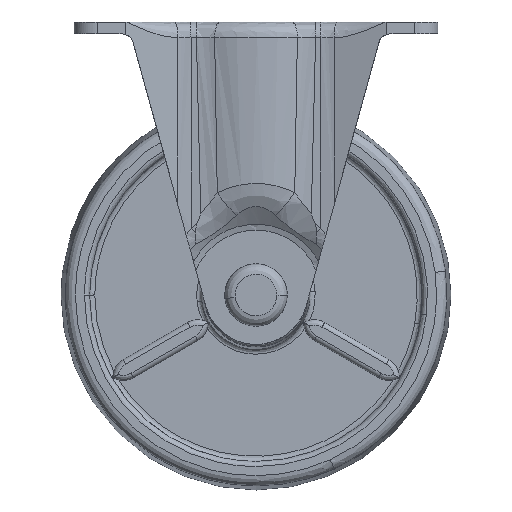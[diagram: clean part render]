
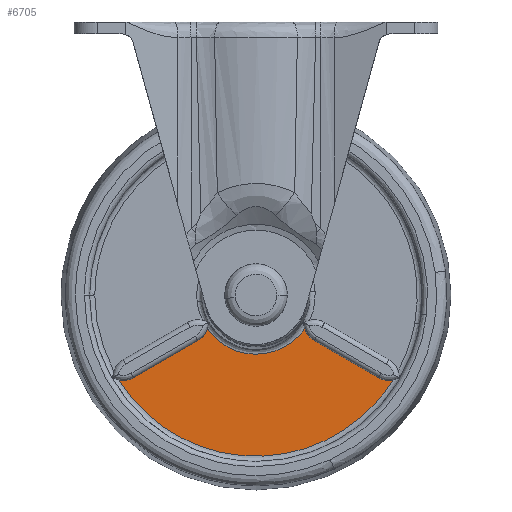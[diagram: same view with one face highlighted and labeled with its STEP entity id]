
A CAD part, front view. The second image highlights one B-rep face of the part: STEP entity #6705.
In plain terms, the highlighted free-form (B-spline) face has degree [1, 1] with [2, 2] control points.
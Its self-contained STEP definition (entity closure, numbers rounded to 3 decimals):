
#1491=CARTESIAN_POINT('',(26.334,-7.5,-16.356));
#1492=VERTEX_POINT('',#1491);
#1501=CARTESIAN_POINT('',(-26.334,-7.5,-16.356));
#1502=VERTEX_POINT('',#1501);
#1503=CARTESIAN_POINT('',(-26.334,-7.5,-16.356));
#1504=CARTESIAN_POINT('',(-25.469,-7.5,-17.748));
#1505=CARTESIAN_POINT('',(-23.519,-7.5,-20.395));
#1506=CARTESIAN_POINT('',(-20.413,-7.5,-23.45));
#1507=CARTESIAN_POINT('',(-17.007,-7.5,-26.019));
#1508=CARTESIAN_POINT('',(-13.511,-7.5,-28.018));
#1509=CARTESIAN_POINT('',(-9.234,-7.5,-29.71));
#1510=CARTESIAN_POINT('',(-5.313,-7.5,-30.628));
#1511=CARTESIAN_POINT('',(-1.151,-7.5,-31.058));
#1512=CARTESIAN_POINT('',(2.299,-7.5,-30.99));
#1513=CARTESIAN_POINT('',(5.955,-7.5,-30.479));
#1514=CARTESIAN_POINT('',(9.939,-7.5,-29.496));
#1515=CARTESIAN_POINT('',(13.888,-7.5,-27.843));
#1516=CARTESIAN_POINT('',(17.54,-7.5,-25.638));
#1517=CARTESIAN_POINT('',(20.211,-7.5,-23.59));
#1518=CARTESIAN_POINT('',(23.347,-7.5,-20.578));
#1519=CARTESIAN_POINT('',(25.253,-7.5,-18.097));
#1520=CARTESIAN_POINT('',(26.334,-7.5,-16.356));
#1521=B_SPLINE_CURVE_WITH_KNOTS('',3,(#1503,#1504,#1505,#1506,#1507,#1508,#1509,#1510,#1511,#1512,#1513,#1514,#1515,#1516,#1517,#1518,#1519,#1520),.UNSPECIFIED.,.F.,.U.,(4,1,1,1,1,1,1,1,1,1,1,1,1,1,1,4),(0.,4.916,9.833,13.028,17.699,21.878,26.795,29.744,34.415,37.119,40.806,46.706,49.902,53.589,56.785,62.93),.UNSPECIFIED.);
#1522=EDGE_CURVE('',#1502,#1492,#1521,.T.);
#1613=CARTESIAN_POINT('',(-9.366,-7.5,-6.475));
#1614=VERTEX_POINT('',#1613);
#1623=CARTESIAN_POINT('',(9.366,-7.5,-6.475));
#1624=VERTEX_POINT('',#1623);
#1625=CARTESIAN_POINT('',(-9.366,-7.5,-6.475));
#1626=CARTESIAN_POINT('',(-8.78,-7.5,-7.324));
#1627=CARTESIAN_POINT('',(-7.531,-7.5,-8.689));
#1628=CARTESIAN_POINT('',(-5.327,-7.5,-10.159));
#1629=CARTESIAN_POINT('',(-3.774,-7.5,-10.775));
#1630=CARTESIAN_POINT('',(-2.917,-7.5,-11.007));
#1631=CARTESIAN_POINT('',(-2.806,-7.5,-11.035));
#1632=CARTESIAN_POINT('',(-2.723,-7.5,-11.056));
#1633=CARTESIAN_POINT('',(-2.138,-7.5,-11.198));
#1634=CARTESIAN_POINT('',(-1.005,-7.5,-11.383));
#1635=CARTESIAN_POINT('',(1.12,-7.5,-11.415));
#1636=CARTESIAN_POINT('',(2.708,-7.5,-11.107));
#1637=CARTESIAN_POINT('',(3.711,-7.5,-10.765));
#1638=CARTESIAN_POINT('',(3.792,-7.5,-10.736));
#1639=CARTESIAN_POINT('',(3.9,-7.5,-10.698));
#1640=CARTESIAN_POINT('',(4.841,-7.5,-10.35));
#1641=CARTESIAN_POINT('',(5.76,-7.5,-9.867));
#1642=CARTESIAN_POINT('',(6.581,-7.5,-9.292));
#1643=CARTESIAN_POINT('',(6.674,-7.5,-9.225));
#1644=CARTESIAN_POINT('',(6.744,-7.5,-9.175));
#1645=CARTESIAN_POINT('',(7.779,-7.5,-8.408));
#1646=CARTESIAN_POINT('',(8.666,-7.5,-7.489));
#1647=CARTESIAN_POINT('',(9.366,-7.5,-6.475));
#1648=B_SPLINE_CURVE_WITH_KNOTS('',3,(#1625,#1626,#1627,#1628,#1629,#1630,#1631,#1632,#1633,#1634,#1635,#1636,#1637,#1638,#1639,#1640,#1641,#1642,#1643,#1644,#1645,#1646,#1647),.UNSPECIFIED.,.F.,.U.,(4,1,1,1,1,1,1,1,1,1,1,1,1,1,1,1,1,1,1,1,4),(0.,3.093,5.499,7.905,8.077,8.163,8.249,8.334,9.967,11.685,14.692,14.778,14.864,14.95,15.122,17.872,18.043,18.129,18.215,18.301,21.996),.UNSPECIFIED.);
#1649=EDGE_CURVE('',#1614,#1624,#1648,.T.);
#6062=CARTESIAN_POINT('',(-11.191,-7.5,-8.771));
#6063=VERTEX_POINT('',#6062);
#6069=CARTESIAN_POINT('',(-11.191,-7.5,-8.771));
#6070=CARTESIAN_POINT('',(-10.947,-7.5,-8.63));
#6071=CARTESIAN_POINT('',(-10.464,-7.5,-8.278));
#6072=CARTESIAN_POINT('',(-9.801,-7.5,-7.52));
#6073=CARTESIAN_POINT('',(-9.484,-7.5,-6.864));
#6074=CARTESIAN_POINT('',(-9.366,-7.5,-6.475));
#6075=B_SPLINE_CURVE_WITH_KNOTS('',3,(#6069,#6070,#6071,#6072,#6073,#6074),.UNSPECIFIED.,.F.,.U.,(4,1,1,4),(0.,0.845,1.783,3.003),.UNSPECIFIED.);
#6076=EDGE_CURVE('',#6063,#1614,#6075,.T.);
#6089=CARTESIAN_POINT('',(-23.54,-7.5,-15.9));
#6090=VERTEX_POINT('',#6089);
#6096=CARTESIAN_POINT('',(-23.54,-7.5,-15.9));
#6097=CARTESIAN_POINT('',(-11.191,-7.5,-8.771));
#6098=QUASI_UNIFORM_CURVE('',1,(#6096,#6097),.UNSPECIFIED.,.F.,.U.);
#6099=EDGE_CURVE('',#6090,#6063,#6098,.T.);
#6126=CARTESIAN_POINT('',(-26.334,-7.5,-16.356));
#6127=CARTESIAN_POINT('',(-25.95,-7.5,-16.434));
#6128=CARTESIAN_POINT('',(-25.311,-7.5,-16.468));
#6129=CARTESIAN_POINT('',(-24.359,-7.5,-16.29));
#6130=CARTESIAN_POINT('',(-23.827,-7.5,-16.066));
#6131=CARTESIAN_POINT('',(-23.54,-7.5,-15.9));
#6132=B_SPLINE_CURVE_WITH_KNOTS('',3,(#6126,#6127,#6128,#6129,#6130,#6131),.UNSPECIFIED.,.F.,.U.,(4,1,1,4),(0.,1.176,1.899,2.894),.UNSPECIFIED.);
#6133=EDGE_CURVE('',#1502,#6090,#6132,.T.);
#6237=CARTESIAN_POINT('',(23.543,-7.5,-15.902));
#6238=VERTEX_POINT('',#6237);
#6244=CARTESIAN_POINT('',(23.543,-7.5,-15.902));
#6245=CARTESIAN_POINT('',(23.882,-7.5,-16.097));
#6246=CARTESIAN_POINT('',(24.476,-7.5,-16.332));
#6247=CARTESIAN_POINT('',(25.434,-7.5,-16.466));
#6248=CARTESIAN_POINT('',(26.009,-7.5,-16.422));
#6249=CARTESIAN_POINT('',(26.334,-7.5,-16.356));
#6250=B_SPLINE_CURVE_WITH_KNOTS('',3,(#6244,#6245,#6246,#6247,#6248,#6249),.UNSPECIFIED.,.F.,.U.,(4,1,1,4),(0.,1.174,1.897,2.891),.UNSPECIFIED.);
#6251=EDGE_CURVE('',#6238,#1492,#6250,.T.);
#6264=CARTESIAN_POINT('',(11.188,-7.5,-8.769));
#6265=VERTEX_POINT('',#6264);
#6271=CARTESIAN_POINT('',(11.188,-7.5,-8.769));
#6272=CARTESIAN_POINT('',(23.543,-7.5,-15.902));
#6273=QUASI_UNIFORM_CURVE('',1,(#6271,#6272),.UNSPECIFIED.,.F.,.U.);
#6274=EDGE_CURVE('',#6265,#6238,#6273,.T.);
#6323=CARTESIAN_POINT('',(9.366,-7.5,-6.475));
#6324=CARTESIAN_POINT('',(9.52,-7.5,-6.984));
#6325=CARTESIAN_POINT('',(10.006,-7.5,-7.88));
#6326=CARTESIAN_POINT('',(10.782,-7.5,-8.534));
#6327=CARTESIAN_POINT('',(11.188,-7.5,-8.769));
#6328=B_SPLINE_CURVE_WITH_KNOTS('',3,(#6323,#6324,#6325,#6326,#6327),.UNSPECIFIED.,.F.,.U.,(4,1,4),(0.,1.593,2.999),.UNSPECIFIED.);
#6329=EDGE_CURVE('',#1624,#6265,#6328,.T.);
#6690=CARTESIAN_POINT('',(-28.965,-7.5,-5.25));
#6691=CARTESIAN_POINT('',(-28.965,-7.5,-32.225));
#6692=CARTESIAN_POINT('',(28.965,-7.5,-5.25));
#6693=CARTESIAN_POINT('',(28.965,-7.5,-32.225));
#6694=B_SPLINE_SURFACE_WITH_KNOTS('',1,1,((#6690,#6692),(#6691,#6693)),.UNSPECIFIED.,.F.,.F.,.U.,(2,2),(2,2),(0.0,26.975),(0.0,57.929),.UNSPECIFIED.);
#6695=ORIENTED_EDGE('',*,*,#6133,.F.);
#6696=ORIENTED_EDGE('',*,*,#1522,.T.);
#6697=ORIENTED_EDGE('',*,*,#6251,.F.);
#6698=ORIENTED_EDGE('',*,*,#6274,.F.);
#6699=ORIENTED_EDGE('',*,*,#6329,.F.);
#6700=ORIENTED_EDGE('',*,*,#1649,.F.);
#6701=ORIENTED_EDGE('',*,*,#6076,.F.);
#6702=ORIENTED_EDGE('',*,*,#6099,.F.);
#6703=EDGE_LOOP('',(#6695,#6696,#6697,#6698,#6699,#6700,#6701,#6702));
#6704=FACE_OUTER_BOUND('',#6703,.T.);
#6705=ADVANCED_FACE('',(#6704),#6694,.T.);
